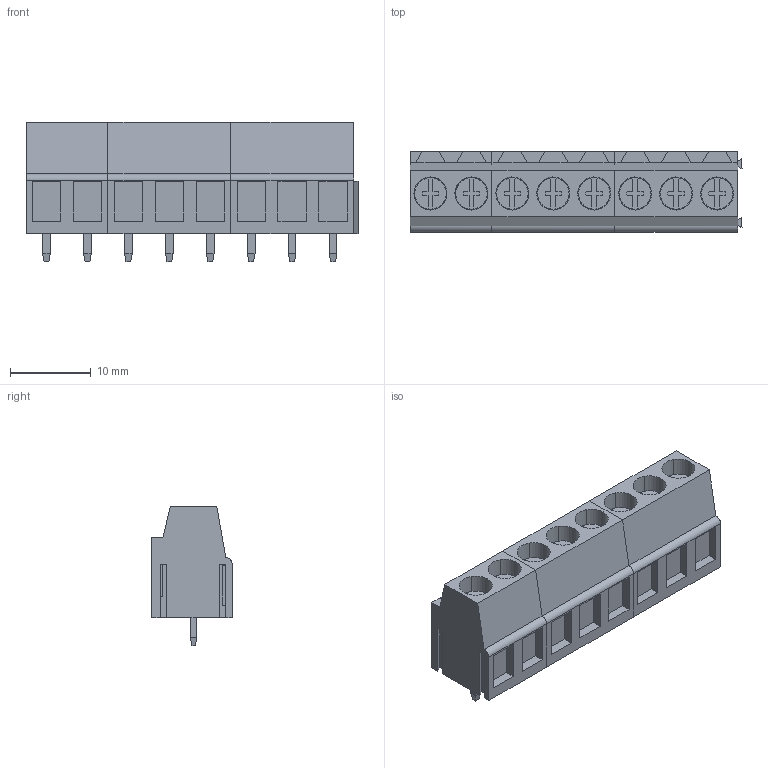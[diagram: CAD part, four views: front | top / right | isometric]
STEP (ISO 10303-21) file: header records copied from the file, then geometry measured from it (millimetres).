
FILE_DESCRIPTION(('CATIA V5 STEP Exchange','CAx-IF Rec.Pracs.--- Model Styling and Organization---1.2---2011-12-15'),'2;1');
FILE_NAME ('D1465128_0_9994170000_9994170000.stp','2018-03-30T14:32:09+00:00',('none'),('Weidmueller'),'CATIA Version 5-6 Release 2014','CATIA V5 STEP AP214','none');
FILE_SCHEMA(('AUTOMOTIVE_DESIGN { 1 0 10303 214 1 1 1 1 }'));
Length unit declared in the file: millimetre
Products named in the file (1): 9994170000
Bounding box: 41.19 x 10 x 17.3 mm (x, y, z)
Volume: 3919.9 mm3; surface area: 4761.4 mm2
Topology: 19 solids, 19 shells, 729 faces, 1945 edges, 1286 vertices
Faces by surface type: plane 614, cylinder 115
Entity records: 22449 total; most frequent: CARTESIAN_POINT 4515, ORIENTED_EDGE 3890, DIRECTION 3263, EDGE_CURVE 1945, VECTOR 1603, LINE 1603, VERTEX_POINT 1286, AXIS2_PLACEMENT_3D 931
